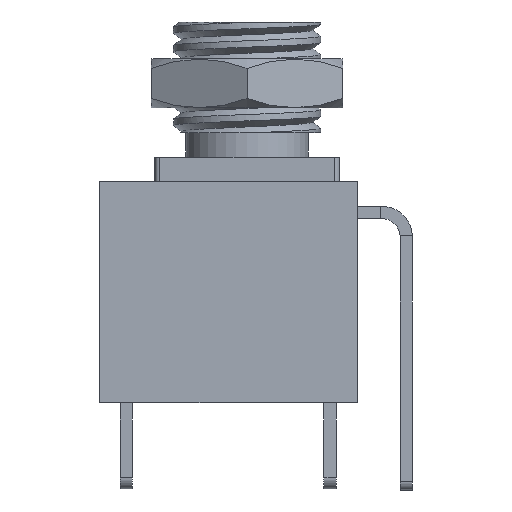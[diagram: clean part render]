
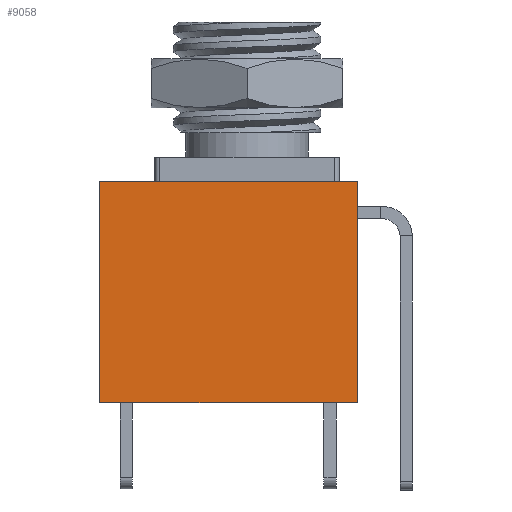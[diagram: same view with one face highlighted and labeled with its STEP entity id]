
A CAD part, left-side view. The second image highlights one B-rep face of the part: STEP entity #9058.
In plain terms, the highlighted planar face has unit normal (-1, 0, 0).
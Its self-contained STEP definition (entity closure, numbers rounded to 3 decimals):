
#6963 = VERTEX_POINT('',#6964);
#6964 = CARTESIAN_POINT('',(-5.,-4.5,9.));
#6971 = PLANE('',#6972);
#6972 = AXIS2_PLACEMENT_3D('',#6973,#6974,#6975);
#6973 = CARTESIAN_POINT('',(0.,0.75,9.));
#6974 = DIRECTION('',(-0.,-0.,-1.));
#6975 = DIRECTION('',(-1.,0.,0.));
#6983 = PLANE('',#6984);
#6984 = AXIS2_PLACEMENT_3D('',#6985,#6986,#6987);
#6985 = CARTESIAN_POINT('',(5.,-4.5,0.));
#6986 = DIRECTION('',(0.,-1.,0.));
#6987 = DIRECTION('',(-1.,0.,0.));
#6995 = EDGE_CURVE('',#6963,#6996,#6998,.T.);
#6996 = VERTEX_POINT('',#6997);
#6997 = CARTESIAN_POINT('',(-5.,6.,9.));
#6998 = SURFACE_CURVE('',#6999,(#7003,#7010),.PCURVE_S1.);
#6999 = LINE('',#7000,#7001);
#7000 = CARTESIAN_POINT('',(-5.,-4.5,9.));
#7001 = VECTOR('',#7002,1.);
#7002 = DIRECTION('',(0.,1.,0.));
#7003 = PCURVE('',#6971,#7004);
#7004 = DEFINITIONAL_REPRESENTATION('',(#7005),#7009);
#7005 = LINE('',#7006,#7007);
#7006 = CARTESIAN_POINT('',(5.,-5.25));
#7007 = VECTOR('',#7008,1.);
#7008 = DIRECTION('',(0.,1.));
#7009 = ( GEOMETRIC_REPRESENTATION_CONTEXT(2) 
PARAMETRIC_REPRESENTATION_CONTEXT() REPRESENTATION_CONTEXT('2D SPACE',''
  ) );
#7010 = PCURVE('',#7011,#7016);
#7011 = PLANE('',#7012);
#7012 = AXIS2_PLACEMENT_3D('',#7013,#7014,#7015);
#7013 = CARTESIAN_POINT('',(-5.,-4.5,0.));
#7014 = DIRECTION('',(-1.,0.,0.));
#7015 = DIRECTION('',(0.,1.,0.));
#7016 = DEFINITIONAL_REPRESENTATION('',(#7017),#7021);
#7017 = LINE('',#7018,#7019);
#7018 = CARTESIAN_POINT('',(0.,-9.));
#7019 = VECTOR('',#7020,1.);
#7020 = DIRECTION('',(1.,0.));
#7021 = ( GEOMETRIC_REPRESENTATION_CONTEXT(2) 
PARAMETRIC_REPRESENTATION_CONTEXT() REPRESENTATION_CONTEXT('2D SPACE',''
  ) );
#7039 = PLANE('',#7040);
#7040 = AXIS2_PLACEMENT_3D('',#7041,#7042,#7043);
#7041 = CARTESIAN_POINT('',(-5.,6.,0.));
#7042 = DIRECTION('',(0.,1.,0.));
#7043 = DIRECTION('',(1.,0.,0.));
#7524 = VERTEX_POINT('',#7525);
#7525 = CARTESIAN_POINT('',(-5.,-4.5,0.));
#7539 = PLANE('',#7540);
#7540 = AXIS2_PLACEMENT_3D('',#7541,#7542,#7543);
#7541 = CARTESIAN_POINT('',(0.,0.75,0.));
#7542 = DIRECTION('',(-0.,-0.,-1.));
#7543 = DIRECTION('',(-1.,0.,0.));
#7758 = EDGE_CURVE('',#7524,#6963,#7759,.T.);
#7759 = SURFACE_CURVE('',#7760,(#7764,#7771),.PCURVE_S1.);
#7760 = LINE('',#7761,#7762);
#7761 = CARTESIAN_POINT('',(-5.,-4.5,0.));
#7762 = VECTOR('',#7763,1.);
#7763 = DIRECTION('',(0.,0.,1.));
#7764 = PCURVE('',#6983,#7765);
#7765 = DEFINITIONAL_REPRESENTATION('',(#7766),#7770);
#7766 = LINE('',#7767,#7768);
#7767 = CARTESIAN_POINT('',(10.,0.));
#7768 = VECTOR('',#7769,1.);
#7769 = DIRECTION('',(0.,-1.));
#7770 = ( GEOMETRIC_REPRESENTATION_CONTEXT(2) 
PARAMETRIC_REPRESENTATION_CONTEXT() REPRESENTATION_CONTEXT('2D SPACE',''
  ) );
#7771 = PCURVE('',#7011,#7772);
#7772 = DEFINITIONAL_REPRESENTATION('',(#7773),#7777);
#7773 = LINE('',#7774,#7775);
#7774 = CARTESIAN_POINT('',(0.,0.));
#7775 = VECTOR('',#7776,1.);
#7776 = DIRECTION('',(0.,-1.));
#7777 = ( GEOMETRIC_REPRESENTATION_CONTEXT(2) 
PARAMETRIC_REPRESENTATION_CONTEXT() REPRESENTATION_CONTEXT('2D SPACE',''
  ) );
#8719 = VERTEX_POINT('',#8720);
#8720 = CARTESIAN_POINT('',(-5.,6.,0.));
#8741 = EDGE_CURVE('',#8719,#6996,#8742,.T.);
#8742 = SURFACE_CURVE('',#8743,(#8747,#8754),.PCURVE_S1.);
#8743 = LINE('',#8744,#8745);
#8744 = CARTESIAN_POINT('',(-5.,6.,0.));
#8745 = VECTOR('',#8746,1.);
#8746 = DIRECTION('',(0.,0.,1.));
#8747 = PCURVE('',#7039,#8748);
#8748 = DEFINITIONAL_REPRESENTATION('',(#8749),#8753);
#8749 = LINE('',#8750,#8751);
#8750 = CARTESIAN_POINT('',(0.,0.));
#8751 = VECTOR('',#8752,1.);
#8752 = DIRECTION('',(0.,-1.));
#8753 = ( GEOMETRIC_REPRESENTATION_CONTEXT(2) 
PARAMETRIC_REPRESENTATION_CONTEXT() REPRESENTATION_CONTEXT('2D SPACE',''
  ) );
#8754 = PCURVE('',#7011,#8755);
#8755 = DEFINITIONAL_REPRESENTATION('',(#8756),#8760);
#8756 = LINE('',#8757,#8758);
#8757 = CARTESIAN_POINT('',(10.5,0.));
#8758 = VECTOR('',#8759,1.);
#8759 = DIRECTION('',(0.,-1.));
#8760 = ( GEOMETRIC_REPRESENTATION_CONTEXT(2) 
PARAMETRIC_REPRESENTATION_CONTEXT() REPRESENTATION_CONTEXT('2D SPACE',''
  ) );
#9058 = ADVANCED_FACE('',(#9059),#7011,.T.);
#9059 = FACE_BOUND('',#9060,.T.);
#9060 = EDGE_LOOP('',(#9061,#9062,#9063,#9064));
#9061 = ORIENTED_EDGE('',*,*,#7758,.T.);
#9062 = ORIENTED_EDGE('',*,*,#6995,.T.);
#9063 = ORIENTED_EDGE('',*,*,#8741,.F.);
#9064 = ORIENTED_EDGE('',*,*,#9065,.F.);
#9065 = EDGE_CURVE('',#7524,#8719,#9066,.T.);
#9066 = SURFACE_CURVE('',#9067,(#9071,#9078),.PCURVE_S1.);
#9067 = LINE('',#9068,#9069);
#9068 = CARTESIAN_POINT('',(-5.,-4.5,0.));
#9069 = VECTOR('',#9070,1.);
#9070 = DIRECTION('',(0.,1.,0.));
#9071 = PCURVE('',#7011,#9072);
#9072 = DEFINITIONAL_REPRESENTATION('',(#9073),#9077);
#9073 = LINE('',#9074,#9075);
#9074 = CARTESIAN_POINT('',(0.,0.));
#9075 = VECTOR('',#9076,1.);
#9076 = DIRECTION('',(1.,0.));
#9077 = ( GEOMETRIC_REPRESENTATION_CONTEXT(2) 
PARAMETRIC_REPRESENTATION_CONTEXT() REPRESENTATION_CONTEXT('2D SPACE',''
  ) );
#9078 = PCURVE('',#7539,#9079);
#9079 = DEFINITIONAL_REPRESENTATION('',(#9080),#9084);
#9080 = LINE('',#9081,#9082);
#9081 = CARTESIAN_POINT('',(5.,-5.25));
#9082 = VECTOR('',#9083,1.);
#9083 = DIRECTION('',(0.,1.));
#9084 = ( GEOMETRIC_REPRESENTATION_CONTEXT(2) 
PARAMETRIC_REPRESENTATION_CONTEXT() REPRESENTATION_CONTEXT('2D SPACE',''
  ) );
